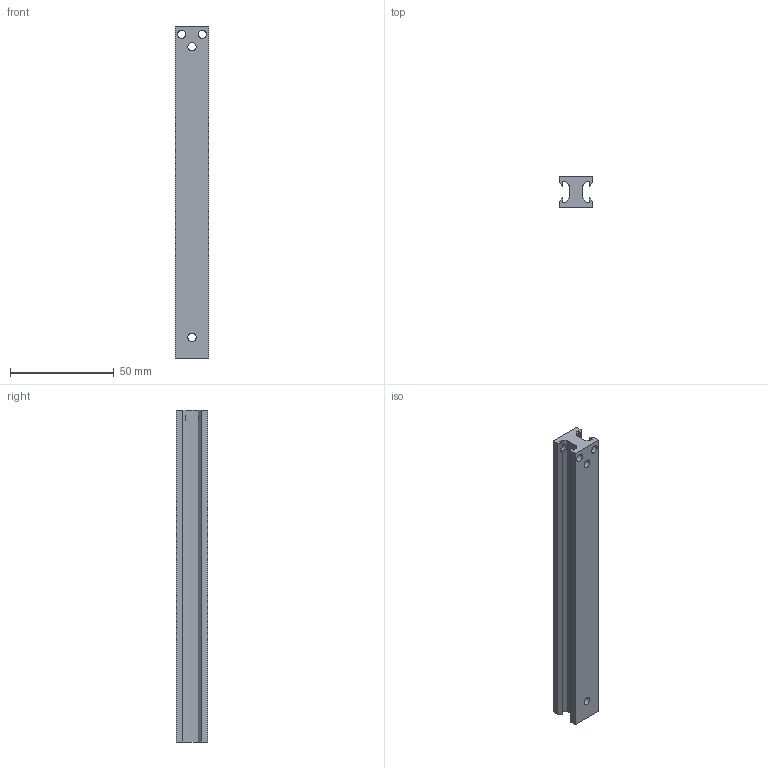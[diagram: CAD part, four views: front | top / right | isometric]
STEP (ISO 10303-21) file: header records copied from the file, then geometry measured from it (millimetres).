
FILE_DESCRIPTION(/* description */ (''),/* implementation_level */ '2;1');
FILE_NAME(/* name */ '',/* time_stamp */ '2023-02-19T14:57:19+03:00',/* author */ (''),/* organization */ (''),/* preprocessor_version */ 'ST-DEVELOPER v19.2',/* originating_system */ 'Autodesk Translation Framework v11.17.0.187',/* authorisation */ '');
FILE_SCHEMA (('AUTOMOTIVE_DESIGN { 1 0 10303 214 3 1 1 }'));
Length unit declared in the file: millimetre
Products named in the file (1): Направляющая 
рейка
Bounding box: 16 x 15 x 160 mm (x, y, z)
Volume: 24349.5 mm3; surface area: 15048.9 mm2
Topology: 1 solids, 1 shells, 44 faces, 134 edges, 88 vertices
Faces by surface type: plane 38, cylinder 6
Full cylindrical faces by diameter (mm): 4 x6
Entity records: 1553 total; most frequent: ORIENTED_EDGE 268, CARTESIAN_POINT 267, DIRECTION 254, EDGE_CURVE 134, LINE 104, VECTOR 104, VERTEX_POINT 88, AXIS2_PLACEMENT_3D 75
